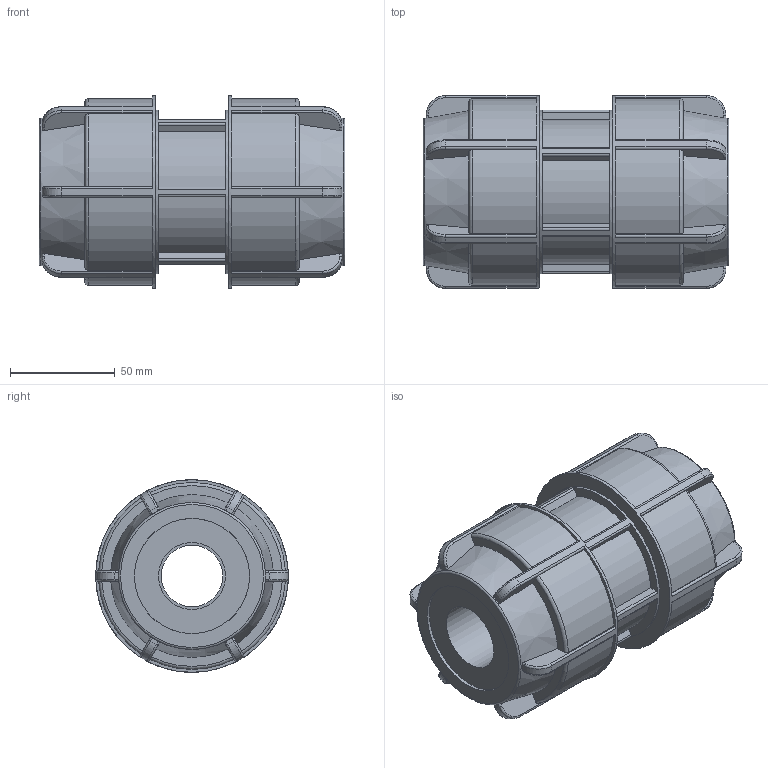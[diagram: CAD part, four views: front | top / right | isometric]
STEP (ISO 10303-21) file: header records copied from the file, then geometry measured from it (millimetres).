
FILE_DESCRIPTION(/* description */ ('PLASSON L.14 90° ELBOW UNION MALE ADAPTOR (SILVER)32 x ¾'''''),/* implementation_level */ '2;1');
FILE_NAME(/* name */ '141100050032.ipt.stp',/* time_stamp */ '2018-04-09T13:04:26+03:00',/* author */ ('KIM'),/* organization */ (''),/* preprocessor_version */ 'ST-DEVELOPER v15.6',/* originating_system */ 'Autodesk Inventor 2015',/* authorisation */ '');
FILE_SCHEMA (('AUTOMOTIVE_DESIGN { 1 0 10303 214 3 1 1 }'));
Length unit declared in the file: millimetre
Products named in the file (1): 141100050032
Bounding box: 146 x 91.99 x 92 mm (x, y, z)
Volume: 557093.1 mm3; surface area: 77037.2 mm2
Topology: 1 solids, 1 shells, 230 faces, 603 edges, 386 vertices
Faces by surface type: plane 92, cylinder 86, torus 26, bspline 24, cone 2
Full cylindrical faces by diameter (mm): 29.44 x1, 32 x1, 50 x1, 55 x2, 78.2 x1, 92 x2
Entity records: 8128 total; most frequent: CARTESIAN_POINT 2667, ORIENTED_EDGE 1164, DIRECTION 1110, EDGE_CURVE 582, AXIS2_PLACEMENT_3D 441, VERTEX_POINT 378, EDGE_LOOP 256, CIRCLE 234
